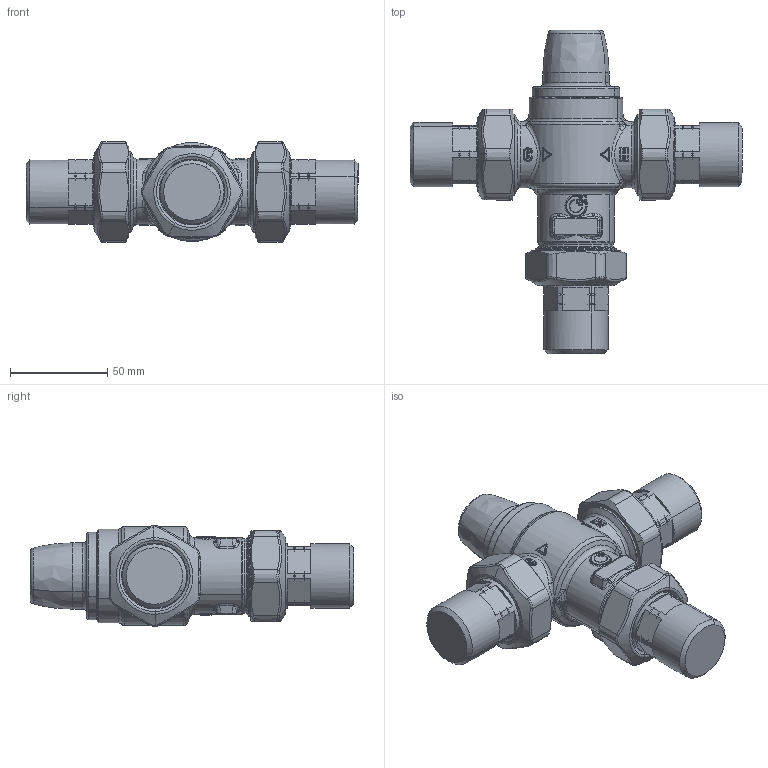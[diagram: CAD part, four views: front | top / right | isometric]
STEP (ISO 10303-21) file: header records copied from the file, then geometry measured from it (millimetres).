
FILE_DESCRIPTION(('CATIA V5 STEP Exchange'),'2;1');
FILE_NAME('STEP_521325_AUS_-_TST.stp','2018-05-17T12:41:27+00:00',('none'),('none'),'CATIA Version 5-6 Release 2016 SP4','CATIA V5 STEP AP203','none');
FILE_SCHEMA(('CONFIG_CONTROL_DESIGN'));
Length unit declared in the file: millimetre
Products named in the file (1): _521325aus0001_sw0001
Bounding box: 171 x 166.5 x 52.06 mm (x, y, z)
Surface area: 59224 mm2 (no closed solid volume)
Topology: 0 solids, 27 shells, 975 faces, 2473 edges, 1444 vertices
Faces by surface type: bspline 445, cylinder 174, plane 132, cone 130, torus 64, sphere 30
Entity records: 45552 total; most frequent: CARTESIAN_POINT 28778, ORIENTED_EDGE 4458, EDGE_CURVE 2423, DIRECTION 1933, VERTEX_POINT 1444, ADVANCED_FACE 975, EDGE_LOOP 975, FACE_OUTER_BOUND 975
